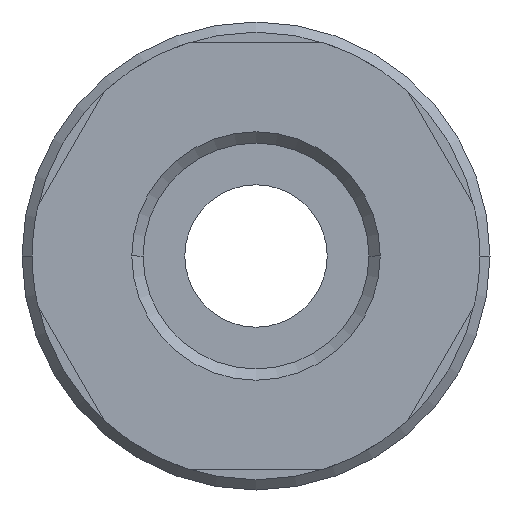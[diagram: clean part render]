
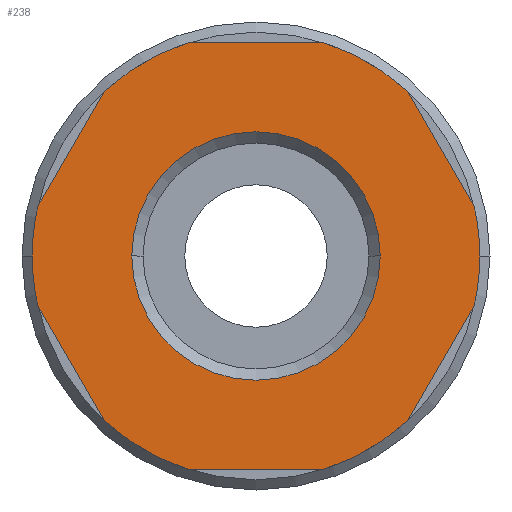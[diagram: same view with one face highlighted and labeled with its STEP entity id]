
A CAD part, front view. The second image highlights one B-rep face of the part: STEP entity #238.
In plain terms, the highlighted planar face has unit normal (0, -1, 0).
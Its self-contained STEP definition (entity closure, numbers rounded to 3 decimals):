
#238=ADVANCED_FACE('',(#487,#488),#489,.T.);
#487=FACE_BOUND('',#742,.T.);
#488=FACE_OUTER_BOUND('',#743,.T.);
#489=PLANE('',#744);
#742=EDGE_LOOP('',(#1329,#1330));
#743=EDGE_LOOP('',(#1331,#1332,#1333,#1334,#1335,#1336,#1337,#1338,#1339,#1340,#1341,#1342,#1343,#1344));
#744=AXIS2_PLACEMENT_3D('',#1345,#1346,#1347);
#1329=ORIENTED_EDGE('',*,*,#1621,.T.);
#1330=ORIENTED_EDGE('',*,*,#1542,.T.);
#1331=ORIENTED_EDGE('',*,*,#1683,.T.);
#1332=ORIENTED_EDGE('',*,*,#1667,.F.);
#1333=ORIENTED_EDGE('',*,*,#1691,.T.);
#1334=ORIENTED_EDGE('',*,*,#1692,.F.);
#1335=ORIENTED_EDGE('',*,*,#1662,.T.);
#1336=ORIENTED_EDGE('',*,*,#1693,.F.);
#1337=ORIENTED_EDGE('',*,*,#1547,.F.);
#1338=ORIENTED_EDGE('',*,*,#1670,.T.);
#1339=ORIENTED_EDGE('',*,*,#1694,.F.);
#1340=ORIENTED_EDGE('',*,*,#1695,.T.);
#1341=ORIENTED_EDGE('',*,*,#1469,.F.);
#1342=ORIENTED_EDGE('',*,*,#1601,.T.);
#1343=ORIENTED_EDGE('',*,*,#1590,.F.);
#1344=ORIENTED_EDGE('',*,*,#1674,.F.);
#1345=CARTESIAN_POINT('',(5.5,0.0,0.0));
#1346=DIRECTION('',(-0.0,-1.0,-0.0));
#1347=DIRECTION('',(-1.0,0.0,0.0));
#1469=EDGE_CURVE('',#1734,#1729,#1736,.T.);
#1542=EDGE_CURVE('',#1848,#1850,#1852,.T.);
#1547=EDGE_CURVE('',#1859,#1854,#1861,.T.);
#1590=EDGE_CURVE('',#1924,#1926,#1927,.T.);
#1601=EDGE_CURVE('',#1734,#1926,#1941,.T.);
#1621=EDGE_CURVE('',#1850,#1848,#1965,.T.);
#1662=EDGE_CURVE('',#2012,#2010,#2013,.T.);
#1667=EDGE_CURVE('',#2018,#2016,#2020,.T.);
#1670=EDGE_CURVE('',#1859,#2022,#2024,.T.);
#1674=EDGE_CURVE('',#2027,#1924,#2029,.T.);
#1683=EDGE_CURVE('',#2027,#2016,#2039,.T.);
#1691=EDGE_CURVE('',#2018,#2049,#2050,.T.);
#1692=EDGE_CURVE('',#2012,#2049,#2051,.T.);
#1693=EDGE_CURVE('',#1854,#2010,#2052,.T.);
#1694=EDGE_CURVE('',#2053,#2022,#2054,.T.);
#1695=EDGE_CURVE('',#2053,#1729,#2055,.T.);
#1729=VERTEX_POINT('',#2103);
#1734=VERTEX_POINT('',#2109);
#1736=CIRCLE('',#2112,11.0);
#1848=VERTEX_POINT('',#2385);
#1850=VERTEX_POINT('',#2388);
#1852=CIRCLE('',#2391,6.105);
#1854=VERTEX_POINT('',#2393);
#1859=VERTEX_POINT('',#2399);
#1861=CIRCLE('',#2402,11.0);
#1924=VERTEX_POINT('',#2510);
#1926=VERTEX_POINT('',#2513);
#1927=CIRCLE('',#2514,11.0);
#1941=LINE('',#2554,#2555);
#1965=CIRCLE('',#2594,6.105);
#2010=VERTEX_POINT('',#2656);
#2012=VERTEX_POINT('',#2659);
#2013=LINE('',#2660,#2661);
#2016=VERTEX_POINT('',#2665);
#2018=VERTEX_POINT('',#2668);
#2020=CIRCLE('',#2671,11.0);
#2022=VERTEX_POINT('',#2673);
#2024=LINE('',#2676,#2677);
#2027=VERTEX_POINT('',#2680);
#2029=CIRCLE('',#2683,11.0);
#2039=LINE('',#2726,#2727);
#2049=VERTEX_POINT('',#2739);
#2050=LINE('',#2740,#2741);
#2051=CIRCLE('',#2742,11.0);
#2052=CIRCLE('',#2743,11.0);
#2053=VERTEX_POINT('',#2744);
#2054=CIRCLE('',#2745,11.0);
#2055=LINE('',#2746,#2747);
#2103=CARTESIAN_POINT('',(-3.279,0.0,10.5));
#2109=CARTESIAN_POINT('',(-7.454,0.0,8.089));
#2112=AXIS2_PLACEMENT_3D('',#2785,#2786,#2787);
#2385=CARTESIAN_POINT('',(6.105,0.0,0.));
#2388=CARTESIAN_POINT('',(-6.105,0.0,0.));
#2391=AXIS2_PLACEMENT_3D('',#2874,#2875,#2876);
#2393=CARTESIAN_POINT('',(11.0,0.0,0.));
#2399=CARTESIAN_POINT('',(10.733,0.0,2.411));
#2402=AXIS2_PLACEMENT_3D('',#2882,#2883,#2884);
#2510=CARTESIAN_POINT('',(-11.0,0.0,0.));
#2513=CARTESIAN_POINT('',(-10.733,0.0,2.411));
#2514=AXIS2_PLACEMENT_3D('',#2946,#2947,#2948);
#2554=CARTESIAN_POINT('',(-8.406,0.0,6.441));
#2555=VECTOR('',#2956,1.0);
#2594=AXIS2_PLACEMENT_3D('',#2985,#2986,#2987);
#2656=CARTESIAN_POINT('',(10.733,0.0,-2.411));
#2659=CARTESIAN_POINT('',(7.454,0.0,-8.089));
#2660=CARTESIAN_POINT('',(9.781,0.0,-4.059));
#2661=VECTOR('',#3040,1.0);
#2665=CARTESIAN_POINT('',(-7.454,0.0,-8.089));
#2668=CARTESIAN_POINT('',(-3.279,0.0,-10.5));
#2671=AXIS2_PLACEMENT_3D('',#3044,#3045,#3046);
#2673=CARTESIAN_POINT('',(7.454,0.0,8.089));
#2676=CARTESIAN_POINT('',(9.781,0.0,4.059));
#2677=VECTOR('',#3048,1.0);
#2680=CARTESIAN_POINT('',(-10.733,0.0,-2.411));
#2683=AXIS2_PLACEMENT_3D('',#3050,#3051,#3052);
#2726=CARTESIAN_POINT('',(-8.406,0.0,-6.441));
#2727=VECTOR('',#3056,1.0);
#2739=CARTESIAN_POINT('',(3.279,0.0,-10.5));
#2740=CARTESIAN_POINT('',(2.75,0.0,-10.5));
#2741=VECTOR('',#3065,1.0);
#2742=AXIS2_PLACEMENT_3D('',#3066,#3067,#3068);
#2743=AXIS2_PLACEMENT_3D('',#3069,#3070,#3071);
#2744=CARTESIAN_POINT('',(3.279,0.0,10.5));
#2745=AXIS2_PLACEMENT_3D('',#3072,#3073,#3074);
#2746=CARTESIAN_POINT('',(2.75,0.0,10.5));
#2747=VECTOR('',#3075,1.0);
#2785=CARTESIAN_POINT('',(0.0,0.0,0.0));
#2786=DIRECTION('',(-0.0,1.0,0.0));
#2787=DIRECTION('',(1.0,0.0,0.0));
#2874=CARTESIAN_POINT('',(0.0,0.0,0.0));
#2875=DIRECTION('',(-0.0,1.0,0.0));
#2876=DIRECTION('',(1.0,0.0,0.0));
#2882=CARTESIAN_POINT('',(0.0,0.0,0.0));
#2883=DIRECTION('',(-0.0,1.0,0.0));
#2884=DIRECTION('',(1.0,0.0,0.0));
#2946=CARTESIAN_POINT('',(0.0,0.0,0.0));
#2947=DIRECTION('',(-0.0,1.0,0.0));
#2948=DIRECTION('',(1.0,0.0,0.0));
#2956=DIRECTION('',(-0.5,0.0,-0.866));
#2985=CARTESIAN_POINT('',(0.0,0.0,0.0));
#2986=DIRECTION('',(-0.0,1.0,0.0));
#2987=DIRECTION('',(1.0,0.0,0.0));
#3040=DIRECTION('',(0.5,-0.0,0.866));
#3044=CARTESIAN_POINT('',(0.0,0.0,0.0));
#3045=DIRECTION('',(-0.0,1.0,0.0));
#3046=DIRECTION('',(1.0,0.0,0.0));
#3048=DIRECTION('',(-0.5,0.0,0.866));
#3050=CARTESIAN_POINT('',(0.0,0.0,0.0));
#3051=DIRECTION('',(-0.0,1.0,0.0));
#3052=DIRECTION('',(1.0,0.0,0.0));
#3056=DIRECTION('',(0.5,0.0,-0.866));
#3065=DIRECTION('',(1.0,-0.0,0.0));
#3066=CARTESIAN_POINT('',(0.0,0.0,0.0));
#3067=DIRECTION('',(-0.0,1.0,0.0));
#3068=DIRECTION('',(1.0,0.0,0.0));
#3069=CARTESIAN_POINT('',(0.0,0.0,0.0));
#3070=DIRECTION('',(-0.0,1.0,0.0));
#3071=DIRECTION('',(1.0,0.0,0.0));
#3072=CARTESIAN_POINT('',(0.0,0.0,0.0));
#3073=DIRECTION('',(-0.0,1.0,0.0));
#3074=DIRECTION('',(1.0,0.0,0.0));
#3075=DIRECTION('',(-1.0,0.0,0.));
